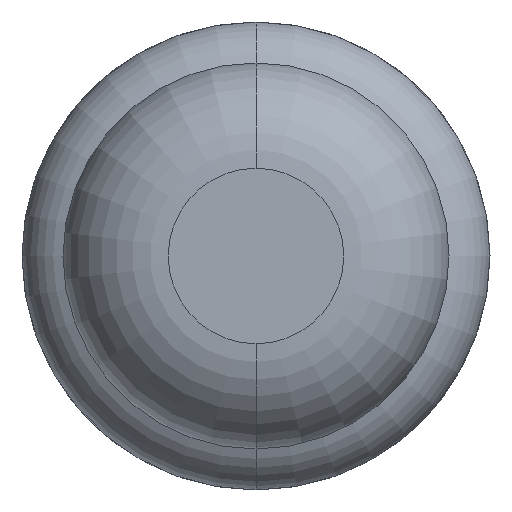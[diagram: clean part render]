
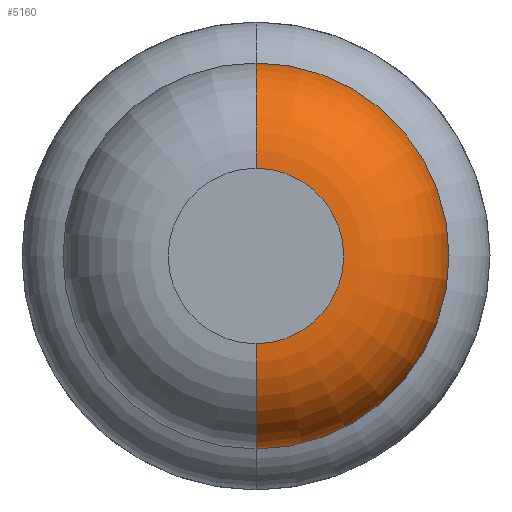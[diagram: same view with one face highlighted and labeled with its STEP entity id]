
A CAD part, front view. The second image highlights one B-rep face of the part: STEP entity #5160.
In plain terms, the highlighted toroidal (fillet/blend) face has major radius 0.375 mm and minor radius 0.45 mm.
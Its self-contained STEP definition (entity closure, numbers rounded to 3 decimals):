
#86 = CARTESIAN_POINT ( 'NONE',  ( 0., -23.55, -0.825 ) ) ;
#99 = CIRCLE ( 'NONE', #1481, 0.375 ) ;
#153 = AXIS2_PLACEMENT_3D ( 'NONE', #5139, #2409, #2873 ) ;
#354 = CARTESIAN_POINT ( 'NONE',  ( 0., -23.55, 0. ) ) ;
#357 = VERTEX_POINT ( 'NONE', #3147 ) ;
#553 = CARTESIAN_POINT ( 'NONE',  ( 0., -23.55, 0.375 ) ) ;
#867 = EDGE_CURVE ( 'NONE', #4162, #5086, #4780, .T. ) ;
#968 = EDGE_LOOP ( 'NONE', ( #4969, #4441, #4749, #5366 ) ) ;
#996 = DIRECTION ( 'NONE',  ( 0., 0., 1. ) ) ;
#1058 = CIRCLE ( 'NONE', #153, 0.45 ) ;
#1200 = DIRECTION ( 'NONE',  ( 0., 0., 1. ) ) ;
#1481 = AXIS2_PLACEMENT_3D ( 'NONE', #4834, #2126, #1200 ) ;
#1549 = CARTESIAN_POINT ( 'NONE',  ( 0., -23.55, 0. ) ) ;
#1686 = EDGE_CURVE ( 'NONE', #357, #5747, #1058, .T. ) ;
#1763 = DIRECTION ( 'NONE',  ( 0., 1., 0. ) ) ;
#2126 = DIRECTION ( 'NONE',  ( 0., 1., 0. ) ) ;
#2339 = AXIS2_PLACEMENT_3D ( 'NONE', #553, #3357, #996 ) ;
#2409 = DIRECTION ( 'NONE',  ( 1., 0., 0. ) ) ;
#2679 = TOROIDAL_SURFACE ( 'NONE', #5198, 0.375, 0.45 ) ;
#2714 = DIRECTION ( 'NONE',  ( 0., 0., 1. ) ) ;
#2873 = DIRECTION ( 'NONE',  ( 0., 0., -1. ) ) ;
#3072 = CARTESIAN_POINT ( 'NONE',  ( 0., -23.55, 0.825 ) ) ;
#3147 = CARTESIAN_POINT ( 'NONE',  ( 0., -24., -0.375 ) ) ;
#3357 = DIRECTION ( 'NONE',  ( -1., 0., 0. ) ) ;
#3407 = FACE_OUTER_BOUND ( 'NONE', #968, .T. ) ;
#3868 = EDGE_CURVE ( 'Defeature ausgef�hrt1_3+Defeature ausgef�hrt1_2+Defeature ausgef�hrt1_2+Defeature ausgef�hrt1_2', #5086, #5747, #4125, .T. ) ;
#3870 = DIRECTION ( 'NONE',  ( 0., 0., 1. ) ) ;
#4125 = CIRCLE ( 'NONE', #4645, 0.825 ) ;
#4162 = VERTEX_POINT ( 'NONE', #5673 ) ;
#4441 = ORIENTED_EDGE ( 'NONE', *, *, #1686, .T. ) ;
#4645 = AXIS2_PLACEMENT_3D ( 'NONE', #1549, #5697, #3870 ) ;
#4749 = ORIENTED_EDGE ( 'NONE', *, *, #3868, .F. ) ;
#4780 = CIRCLE ( 'NONE', #2339, 0.45 ) ;
#4834 = CARTESIAN_POINT ( 'NONE',  ( 0., -24., 0. ) ) ;
#4969 = ORIENTED_EDGE ( 'NONE', *, *, #5932, .T. ) ;
#5086 = VERTEX_POINT ( 'NONE', #3072 ) ;
#5139 = CARTESIAN_POINT ( 'NONE',  ( 0., -23.55, -0.375 ) ) ;
#5160 = ADVANCED_FACE ( 'Defeature ausgef�hrt1_2', ( #3407 ), #2679, .T. ) ;
#5198 = AXIS2_PLACEMENT_3D ( 'NONE', #354, #1763, #2714 ) ;
#5366 = ORIENTED_EDGE ( 'NONE', *, *, #867, .F. ) ;
#5673 = CARTESIAN_POINT ( 'NONE',  ( 0., -24., 0.375 ) ) ;
#5697 = DIRECTION ( 'NONE',  ( 0., 1., 0. ) ) ;
#5747 = VERTEX_POINT ( 'NONE', #86 ) ;
#5932 = EDGE_CURVE ( 'Defeature ausgef�hrt1_2+Defeature ausgef�hrt1_1+Defeature ausgef�hrt1_1+Defeature ausgef�hrt1_1', #4162, #357, #99, .T. ) ;
